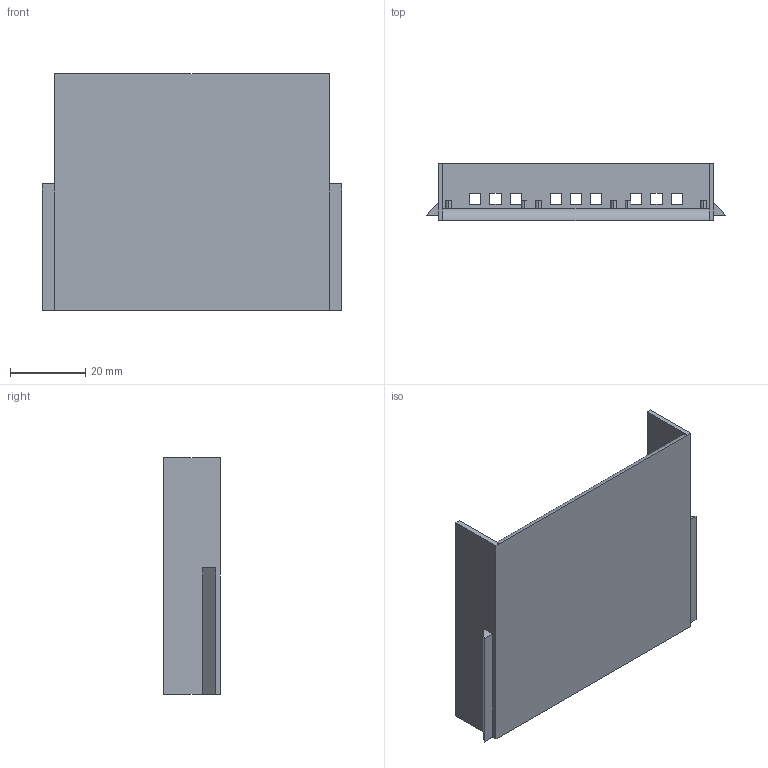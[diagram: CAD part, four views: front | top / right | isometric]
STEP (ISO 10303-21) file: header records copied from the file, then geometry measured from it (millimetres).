
FILE_DESCRIPTION (( 'STEP AP214' ), '1' );
FILE_NAME ('First_Drawer.STEP', '2021-05-05T03:17:13', ( '' ), ( '' ), 'SwSTEP 2.0', 'SolidWorks 2019', '' );
FILE_SCHEMA (( 'AUTOMOTIVE_DESIGN' ));
Length unit declared in the file: millimetre
Products named in the file (1): First_Drawer
Bounding box: 79.4 x 15 x 62.75 mm (x, y, z)
Volume: 9714.3 mm3; surface area: 15923.7 mm2
Topology: 3 solids, 3 shells, 78 faces, 198 edges, 132 vertices
Faces by surface type: plane 65, cylinder 13
Entity records: 2416 total; most frequent: CARTESIAN_POINT 409, ORIENTED_EDGE 396, DIRECTION 382, EDGE_CURVE 198, LINE 172, VECTOR 172, VERTEX_POINT 132, AXIS2_PLACEMENT_3D 105
